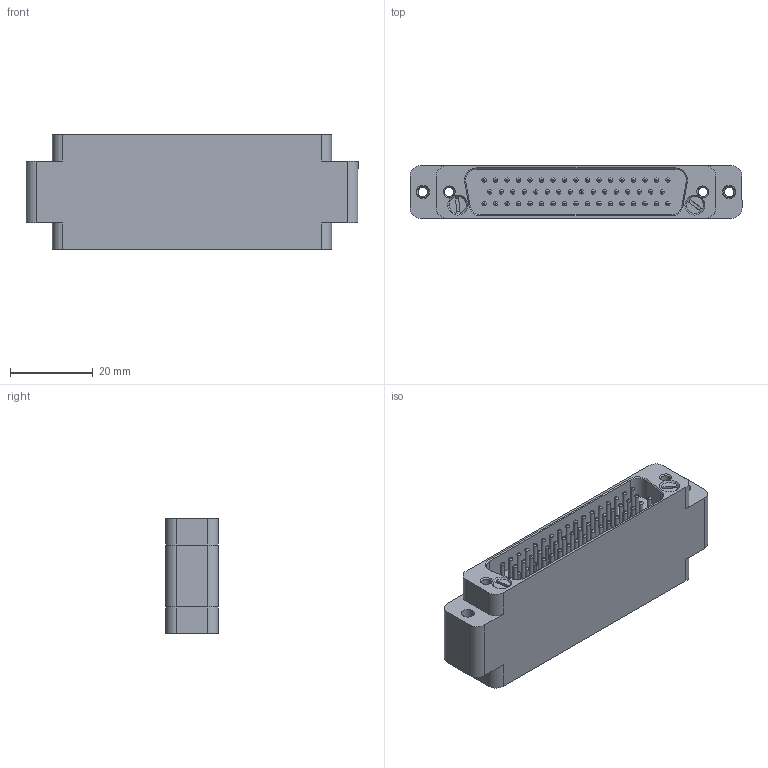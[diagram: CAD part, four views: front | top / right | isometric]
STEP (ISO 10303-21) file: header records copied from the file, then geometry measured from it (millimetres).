
FILE_DESCRIPTION (( 'STEP AP203' ), '1' );
FILE_NAME ('112798.stp', '2015-03-30T17:58:47', ( '' ), ( '' ), 'SwSTEP 2.0', 'SolidWorks 2012', '' );
FILE_SCHEMA (( 'CONFIG_CONTROL_DESIGN' ));
Length unit declared in the file: inch
Products named in the file (1): 112798
Bounding box: 80.01 x 12.7 x 27.64 mm (x, y, z)
Volume: 19270.1 mm3; surface area: 10502.7 mm2
Topology: 1 solids, 3 shells, 620 faces, 1292 edges, 782 vertices
Faces by surface type: cylinder 238, bspline 202, plane 148, cone 32
Entity records: 19735 total; most frequent: CARTESIAN_POINT 7167, DIRECTION 2634, ORIENTED_EDGE 2584, EDGE_CURVE 1292, AXIS2_PLACEMENT_3D 1141, VERTEX_POINT 782, EDGE_LOOP 732, CIRCLE 722
